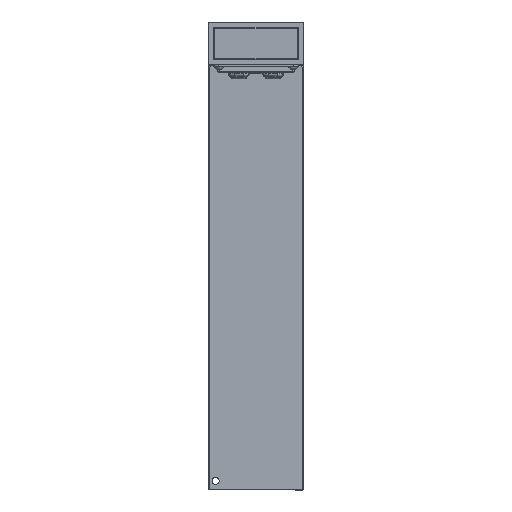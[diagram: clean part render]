
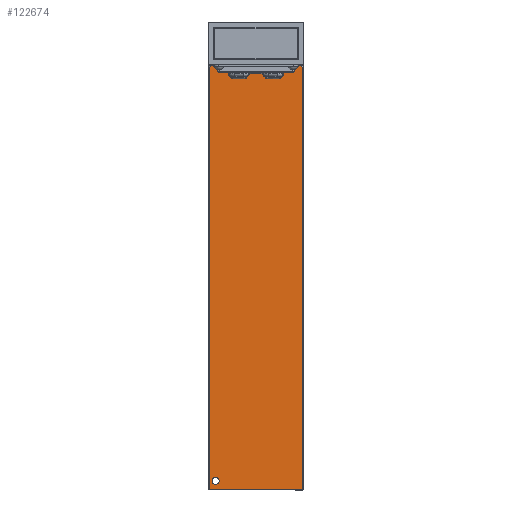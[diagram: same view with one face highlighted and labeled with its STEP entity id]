
A CAD part, top view. The second image highlights one B-rep face of the part: STEP entity #122674.
In plain terms, the highlighted face is planar.
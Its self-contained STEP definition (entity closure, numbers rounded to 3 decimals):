
#1564 = AXIS2_PLACEMENT_3D ( 'NONE', #63572, #18865, #119949 ) ;
#2736 = FACE_BOUND ( 'NONE', #22152, .T. ) ;
#2816 = AXIS2_PLACEMENT_3D ( 'NONE', #134163, #144427, #22764 ) ;
#5950 = VECTOR ( 'NONE', #79665, 1000. ) ;
#7370 = VERTEX_POINT ( 'NONE', #93048 ) ;
#10145 = CARTESIAN_POINT ( 'NONE',  ( -25., 545., -54.5 ) ) ;
#12278 = PLANE ( 'NONE',  #95422 ) ;
#15986 = DIRECTION ( 'NONE',  ( 0., 0.816, -0.577 ) ) ;
#18865 = DIRECTION ( 'NONE',  ( -1., 0., 0. ) ) ;
#22152 = EDGE_LOOP ( 'NONE', ( #83865, #79597 ) ) ;
#22764 = DIRECTION ( 'NONE',  ( 0., 0., 1. ) ) ;
#24292 = LINE ( 'NONE', #137853, #101164 ) ;
#26988 = CARTESIAN_POINT ( 'NONE',  ( -25., 528.333, 28.43 ) ) ;
#27158 = ORIENTED_EDGE ( 'NONE', *, *, #92684, .T. ) ;
#27187 = EDGE_LOOP ( 'NONE', ( #81912, #27158, #45932, #60824, #65730, #58377 ) ) ;
#27530 = EDGE_CURVE ( 'NONE', #75765, #123155, #127925, .T. ) ;
#31439 = EDGE_CURVE ( 'NONE', #81925, #33542, #129209, .T. ) ;
#33542 = VERTEX_POINT ( 'NONE', #114206 ) ;
#34611 = CARTESIAN_POINT ( 'NONE',  ( -25., 495., -52. ) ) ;
#35893 = VECTOR ( 'NONE', #53185, 1000. ) ;
#38171 = DIRECTION ( 'NONE',  ( 0., -1., 0. ) ) ;
#38428 = EDGE_CURVE ( 'NONE', #81925, #141091, #48161, .T. ) ;
#40945 = EDGE_CURVE ( 'NONE', #123155, #75765, #80916, .T. ) ;
#42903 = VECTOR ( 'NONE', #133274, 1000. ) ;
#45932 = ORIENTED_EDGE ( 'NONE', *, *, #31439, .F. ) ;
#48161 = LINE ( 'NONE', #125114, #5950 ) ;
#50866 = CARTESIAN_POINT ( 'NONE',  ( -25., 10.5, -42.9 ) ) ;
#52729 = EDGE_CURVE ( 'NONE', #141091, #7370, #111960, .T. ) ;
#53185 = DIRECTION ( 'NONE',  ( 0., 0., 1. ) ) ;
#58377 = ORIENTED_EDGE ( 'NONE', *, *, #137400, .T. ) ;
#60824 = ORIENTED_EDGE ( 'NONE', *, *, #38428, .T. ) ;
#63572 = CARTESIAN_POINT ( 'NONE',  ( -25., 10.5, -47. ) ) ;
#65730 = ORIENTED_EDGE ( 'NONE', *, *, #52729, .T. ) ;
#69409 = DIRECTION ( 'NONE',  ( 0., 0., -1. ) ) ;
#75765 = VERTEX_POINT ( 'NONE', #117549 ) ;
#76100 = VERTEX_POINT ( 'NONE', #108553 ) ;
#79597 = ORIENTED_EDGE ( 'NONE', *, *, #27530, .F. ) ;
#79665 = DIRECTION ( 'NONE',  ( 0., -0.816, -0.577 ) ) ;
#80234 = VECTOR ( 'NONE', #15986, 1000. ) ;
#80916 = CIRCLE ( 'NONE', #2816, 4.1 ) ;
#81912 = ORIENTED_EDGE ( 'NONE', *, *, #90118, .F. ) ;
#81925 = VERTEX_POINT ( 'NONE', #34611 ) ;
#83865 = ORIENTED_EDGE ( 'NONE', *, *, #40945, .F. ) ;
#90118 = EDGE_CURVE ( 'NONE', #100441, #76100, #24292, .T. ) ;
#92091 = FACE_OUTER_BOUND ( 'NONE', #27187, .T. ) ;
#92684 = EDGE_CURVE ( 'NONE', #100441, #33542, #106067, .T. ) ;
#93048 = CARTESIAN_POINT ( 'NONE',  ( -25., 0., -54.5 ) ) ;
#95422 = AXIS2_PLACEMENT_3D ( 'NONE', #125836, #113364, #69409 ) ;
#98164 = CARTESIAN_POINT ( 'NONE',  ( -25., 491.464, -54.5 ) ) ;
#98512 = VECTOR ( 'NONE', #139457, 1000. ) ;
#100441 = VERTEX_POINT ( 'NONE', #134035 ) ;
#101164 = VECTOR ( 'NONE', #38171, 1000. ) ;
#106067 = LINE ( 'NONE', #26988, #80234 ) ;
#108553 = CARTESIAN_POINT ( 'NONE',  ( -25., 0., 54.5 ) ) ;
#110284 = CARTESIAN_POINT ( 'NONE',  ( -25., 0., -54.5 ) ) ;
#111960 = LINE ( 'NONE', #10145, #42903 ) ;
#113364 = DIRECTION ( 'NONE',  ( 1., 0., 0. ) ) ;
#114206 = CARTESIAN_POINT ( 'NONE',  ( -25., 495., 52. ) ) ;
#117549 = CARTESIAN_POINT ( 'NONE',  ( -25., 10.5, -51.1 ) ) ;
#119949 = DIRECTION ( 'NONE',  ( 0., 0., 1. ) ) ;
#121271 = LINE ( 'NONE', #110284, #35893 ) ;
#122674 = ADVANCED_FACE ( 'NONE', ( #2736, #92091 ), #12278, .F. ) ;
#123155 = VERTEX_POINT ( 'NONE', #50866 ) ;
#125114 = CARTESIAN_POINT ( 'NONE',  ( -25., 528.333, -28.43 ) ) ;
#125836 = CARTESIAN_POINT ( 'NONE',  ( -25., 545., -54.5 ) ) ;
#127925 = CIRCLE ( 'NONE', #1564, 4.1 ) ;
#129209 = LINE ( 'NONE', #140186, #98512 ) ;
#133274 = DIRECTION ( 'NONE',  ( 0., -1., 0. ) ) ;
#134035 = CARTESIAN_POINT ( 'NONE',  ( -25., 491.464, 54.5 ) ) ;
#134163 = CARTESIAN_POINT ( 'NONE',  ( -25., 10.5, -47. ) ) ;
#137400 = EDGE_CURVE ( 'NONE', #7370, #76100, #121271, .T. ) ;
#137853 = CARTESIAN_POINT ( 'NONE',  ( -25., 545., 54.5 ) ) ;
#139457 = DIRECTION ( 'NONE',  ( 0., 0., 1. ) ) ;
#140186 = CARTESIAN_POINT ( 'NONE',  ( -25., 495., -890.292 ) ) ;
#141091 = VERTEX_POINT ( 'NONE', #98164 ) ;
#144427 = DIRECTION ( 'NONE',  ( -1., 0., 0. ) ) ;
